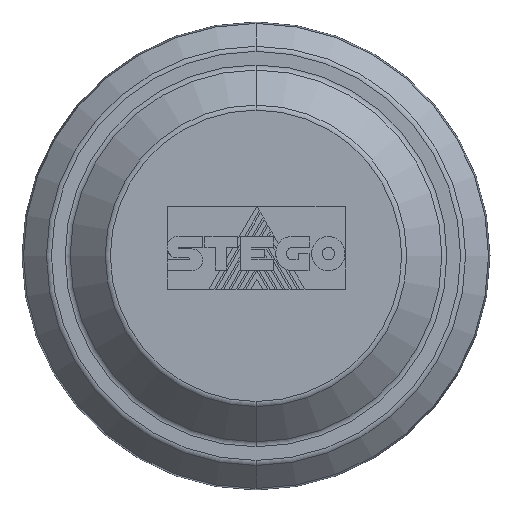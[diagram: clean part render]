
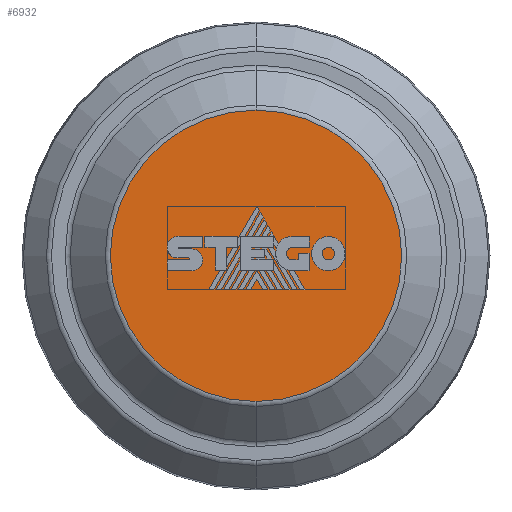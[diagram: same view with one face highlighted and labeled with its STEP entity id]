
A CAD part, top view. The second image highlights one B-rep face of the part: STEP entity #6932.
In plain terms, the highlighted planar face has unit normal (0, 0, 1).
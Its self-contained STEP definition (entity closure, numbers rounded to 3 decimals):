
#1887 = EDGE_CURVE ( 'NONE', #5279, #5450, #6153, .T. ) ;
#2032 = EDGE_CURVE ( 'NONE', #5450, #5279, #6171, .T. ) ;
#2240 = AXIS2_PLACEMENT_3D ( 'NONE', #7034, #7035, #7036 ) ;
#2250 = AXIS2_PLACEMENT_3D ( 'NONE', #6618, #6617, #6616 ) ;
#2471 = FACE_OUTER_BOUND ( 'NONE', #5163, .T. ) ;
#3175 = PLANE ( 'NONE',  #6520 ) ;
#3177 = CARTESIAN_POINT ( 'NONE',  ( 0., 20.8, 16.5 ) ) ;
#3182 = DIRECTION ( 'NONE',  ( 0., 0., 1. ) ) ;
#3183 = DIRECTION ( 'NONE',  ( 0., -1., 0. ) ) ;
#3451 = CARTESIAN_POINT ( 'NONE',  ( 0., -20.386, 16.5 ) ) ;
#3493 = CARTESIAN_POINT ( 'NONE',  ( 0., 20.386, 16.5 ) ) ;
#5017 = ORIENTED_EDGE ( 'NONE', *, *, #2032, .T. ) ;
#5163 = EDGE_LOOP ( 'NONE', ( #5565, #5017 ) ) ;
#5279 = VERTEX_POINT ( 'NONE', #3451 ) ;
#5450 = VERTEX_POINT ( 'NONE', #3493 ) ;
#5565 = ORIENTED_EDGE ( 'NONE', *, *, #1887, .T. ) ;
#6153 = CIRCLE ( 'NONE', #2250, 20.386 ) ;
#6171 = CIRCLE ( 'NONE', #2240, 20.386 ) ;
#6520 = AXIS2_PLACEMENT_3D ( 'NONE', #3177, #3182, #3183 ) ;
#6616 = DIRECTION ( 'NONE',  ( 0., -1., 0. ) ) ;
#6617 = DIRECTION ( 'NONE',  ( 0., 0., 1. ) ) ;
#6618 = CARTESIAN_POINT ( 'NONE',  ( 0., 0., 16.5 ) ) ;
#6932 = ADVANCED_FACE ( 'NONE', ( #2471 ), #3175, .T. ) ;
#7034 = CARTESIAN_POINT ( 'NONE',  ( 0., 0., 16.5 ) ) ;
#7035 = DIRECTION ( 'NONE',  ( 0., 0., 1. ) ) ;
#7036 = DIRECTION ( 'NONE',  ( 0., -1., 0. ) ) ;
